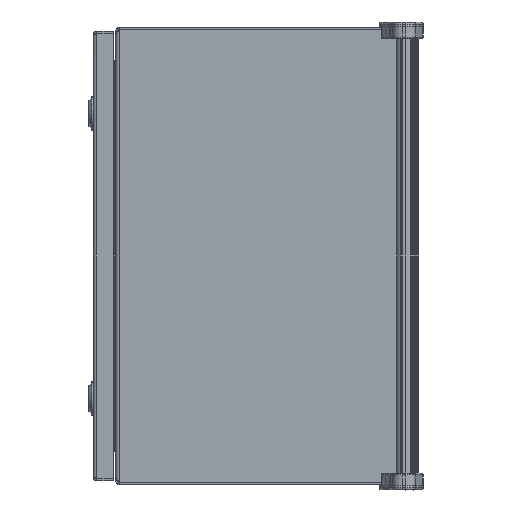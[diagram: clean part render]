
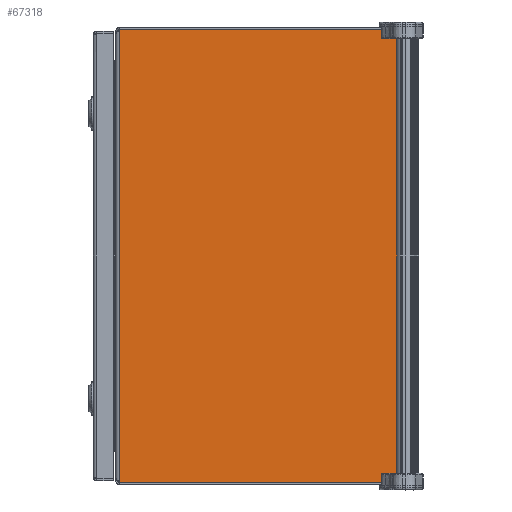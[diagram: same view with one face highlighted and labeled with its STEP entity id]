
A CAD part, left-side view. The second image highlights one B-rep face of the part: STEP entity #67318.
In plain terms, the highlighted face is planar.
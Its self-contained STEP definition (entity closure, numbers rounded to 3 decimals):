
#691 = VECTOR ( 'NONE', #47099, 1000. ) ;
#12900 = CARTESIAN_POINT ( 'NONE',  ( -133.816, 254., 201.14 ) ) ;
#14404 = LINE ( 'NONE', #84021, #691 ) ;
#16511 = VECTOR ( 'NONE', #80408, 1000. ) ;
#16797 = FACE_OUTER_BOUND ( 'NONE', #79124, .T. ) ;
#21215 = CARTESIAN_POINT ( 'NONE',  ( -130.73, 254., 201.14 ) ) ;
#21705 = EDGE_CURVE ( 'NONE', #100099, #54088, #79295, .T. ) ;
#24608 = CARTESIAN_POINT ( 'NONE',  ( 117.098, 254., -201.14 ) ) ;
#31669 = VECTOR ( 'NONE', #75342, 1000. ) ;
#38855 = VERTEX_POINT ( 'NONE', #21215 ) ;
#40755 = VECTOR ( 'NONE', #72147, 1000. ) ;
#41355 = DIRECTION ( 'NONE',  ( 0., 0., 1. ) ) ;
#44870 = ORIENTED_EDGE ( 'NONE', *, *, #89191, .T. ) ;
#47099 = DIRECTION ( 'NONE',  ( 0., 0., 1. ) ) ;
#48134 = ORIENTED_EDGE ( 'NONE', *, *, #21705, .T. ) ;
#48659 = LINE ( 'NONE', #24608, #16511 ) ;
#52780 = CARTESIAN_POINT ( 'NONE',  ( 117.098, 254., -201.14 ) ) ;
#54088 = VERTEX_POINT ( 'NONE', #61079 ) ;
#54328 = ORIENTED_EDGE ( 'NONE', *, *, #83611, .T. ) ;
#55677 = CARTESIAN_POINT ( 'NONE',  ( -133.816, 254., -1405.426 ) ) ;
#57222 = AXIS2_PLACEMENT_3D ( 'NONE', #55677, #73122, #41355 ) ;
#61079 = CARTESIAN_POINT ( 'NONE',  ( -130.73, 254., -201.14 ) ) ;
#63368 = VERTEX_POINT ( 'NONE', #79852 ) ;
#67318 = ADVANCED_FACE ( 'NONE', ( #16797 ), #72617, .F. ) ;
#72147 = DIRECTION ( 'NONE',  ( -1., 0., 0. ) ) ;
#72617 = PLANE ( 'NONE',  #57222 ) ;
#73122 = DIRECTION ( 'NONE',  ( 0., -1., 0. ) ) ;
#74848 = EDGE_CURVE ( 'NONE', #38855, #63368, #82988, .T. ) ;
#75342 = DIRECTION ( 'NONE',  ( 1., 0., 0. ) ) ;
#79124 = EDGE_LOOP ( 'NONE', ( #94286, #54328, #48134, #44870 ) ) ;
#79295 = LINE ( 'NONE', #94118, #40755 ) ;
#79852 = CARTESIAN_POINT ( 'NONE',  ( 117.098, 254., 201.14 ) ) ;
#80408 = DIRECTION ( 'NONE',  ( 0., 0., -1. ) ) ;
#82988 = LINE ( 'NONE', #12900, #31669 ) ;
#83611 = EDGE_CURVE ( 'NONE', #63368, #100099, #48659, .T. ) ;
#84021 = CARTESIAN_POINT ( 'NONE',  ( -130.73, 254., -1405.426 ) ) ;
#89191 = EDGE_CURVE ( 'NONE', #54088, #38855, #14404, .T. ) ;
#94118 = CARTESIAN_POINT ( 'NONE',  ( -133.816, 254., -201.14 ) ) ;
#94286 = ORIENTED_EDGE ( 'NONE', *, *, #74848, .T. ) ;
#100099 = VERTEX_POINT ( 'NONE', #52780 ) ;
